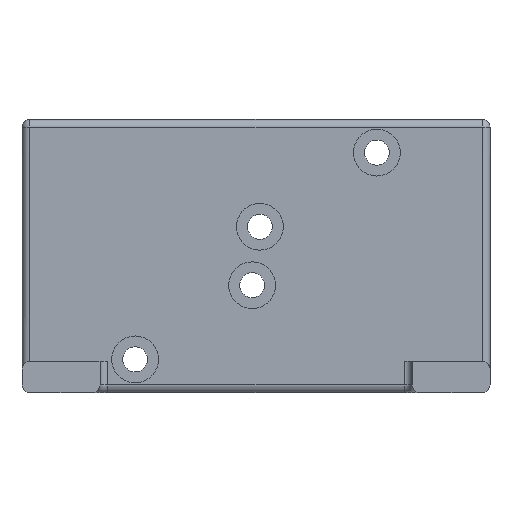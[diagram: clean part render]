
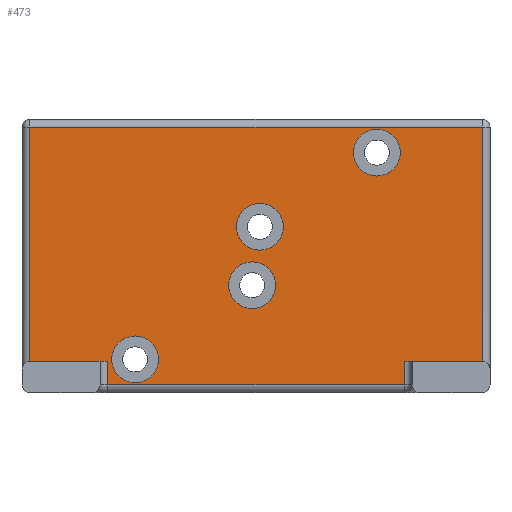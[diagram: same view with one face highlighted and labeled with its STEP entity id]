
A CAD part, front view. The second image highlights one B-rep face of the part: STEP entity #473.
In plain terms, the highlighted planar face has unit normal (0, -1, 0).
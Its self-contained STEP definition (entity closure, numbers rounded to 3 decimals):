
#22 = LINE ( 'NONE', #619, #1359 ) ;
#47 = CARTESIAN_POINT ( 'NONE',  ( -29., 10., 4. ) ) ;
#50 = EDGE_CURVE ( 'NONE', #1180, #1593, #90, .T. ) ;
#51 = CARTESIAN_POINT ( 'NONE',  ( -0.5, 10., 13.75 ) ) ;
#55 = EDGE_CURVE ( 'NONE', #276, #289, #920, .T. ) ;
#61 = FACE_BOUND ( 'NONE', #502, .T. ) ;
#76 = VERTEX_POINT ( 'NONE', #1538 ) ;
#90 = CIRCLE ( 'NONE', #303, 3. ) ;
#98 = CARTESIAN_POINT ( 'NONE',  ( 0.5, 10., 21.25 ) ) ;
#141 = VECTOR ( 'NONE', #219, 1000. ) ;
#144 = EDGE_CURVE ( 'NONE', #76, #1267, #1660, .T. ) ;
#158 = CARTESIAN_POINT ( 'NONE',  ( 0.5, 10., 21.25 ) ) ;
#167 = DIRECTION ( 'NONE',  ( -1., 0., 0. ) ) ;
#176 = VERTEX_POINT ( 'NONE', #1714 ) ;
#177 = ORIENTED_EDGE ( 'NONE', *, *, #1510, .F. ) ;
#180 = DIRECTION ( 'NONE',  ( 1., 0., 0. ) ) ;
#216 = ORIENTED_EDGE ( 'NONE', *, *, #566, .T. ) ;
#219 = DIRECTION ( 'NONE',  ( 0., 0., 1. ) ) ;
#231 = CARTESIAN_POINT ( 'NONE',  ( 20., 10., 4. ) ) ;
#232 = CARTESIAN_POINT ( 'NONE',  ( -30., 10., 4. ) ) ;
#233 = DIRECTION ( 'NONE',  ( 0., -1., 0. ) ) ;
#260 = CARTESIAN_POINT ( 'NONE',  ( 18.5, 10., 30.75 ) ) ;
#265 = VERTEX_POINT ( 'NONE', #1872 ) ;
#269 = AXIS2_PLACEMENT_3D ( 'NONE', #98, #233, #666 ) ;
#276 = VERTEX_POINT ( 'NONE', #1158 ) ;
#289 = VERTEX_POINT ( 'NONE', #1149 ) ;
#303 = AXIS2_PLACEMENT_3D ( 'NONE', #1614, #1367, #346 ) ;
#305 = AXIS2_PLACEMENT_3D ( 'NONE', #1072, #794, #500 ) ;
#309 = EDGE_LOOP ( 'NONE', ( #1627, #399 ) ) ;
#316 = VECTOR ( 'NONE', #1200, 1000. ) ;
#318 = CARTESIAN_POINT ( 'NONE',  ( -19., 10., 0. ) ) ;
#321 = DIRECTION ( 'NONE',  ( 1., 0., 0. ) ) ;
#324 = DIRECTION ( 'NONE',  ( 1., 0., 0. ) ) ;
#341 = CARTESIAN_POINT ( 'NONE',  ( -15.5, 10., 4.25 ) ) ;
#343 = LINE ( 'NONE', #936, #927 ) ;
#346 = DIRECTION ( 'NONE',  ( 1., 0., 0. ) ) ;
#358 = EDGE_CURVE ( 'NONE', #570, #652, #22, .T. ) ;
#376 = PLANE ( 'NONE',  #636 ) ;
#388 = DIRECTION ( 'NONE',  ( 1., 0., 0. ) ) ;
#399 = ORIENTED_EDGE ( 'NONE', *, *, #1819, .F. ) ;
#436 = ORIENTED_EDGE ( 'NONE', *, *, #1074, .T. ) ;
#449 = VERTEX_POINT ( 'NONE', #1641 ) ;
#473 = ADVANCED_FACE ( 'NONE', ( #492, #61, #767, #1498, #908 ), #376, .F. ) ;
#475 = ORIENTED_EDGE ( 'NONE', *, *, #1561, .T. ) ;
#478 = DIRECTION ( 'NONE',  ( 1., 0., 0. ) ) ;
#484 = CARTESIAN_POINT ( 'NONE',  ( 12.5, 10., 30.75 ) ) ;
#492 = FACE_OUTER_BOUND ( 'NONE', #785, .T. ) ;
#499 = EDGE_CURVE ( 'NONE', #1593, #1180, #1120, .T. ) ;
#500 = DIRECTION ( 'NONE',  ( 1., 0., 0. ) ) ;
#502 = EDGE_LOOP ( 'NONE', ( #177, #517 ) ) ;
#510 = DIRECTION ( 'NONE',  ( -1., 0., 0. ) ) ;
#517 = ORIENTED_EDGE ( 'NONE', *, *, #1848, .F. ) ;
#531 = AXIS2_PLACEMENT_3D ( 'NONE', #597, #892, #321 ) ;
#537 = CARTESIAN_POINT ( 'NONE',  ( 29., 10., 4. ) ) ;
#544 = EDGE_CURVE ( 'NONE', #652, #1710, #343, .T. ) ;
#566 = EDGE_CURVE ( 'NONE', #176, #570, #1356, .T. ) ;
#570 = VERTEX_POINT ( 'NONE', #1570 ) ;
#597 = CARTESIAN_POINT ( 'NONE',  ( -0.5, 10., 13.75 ) ) ;
#606 = CARTESIAN_POINT ( 'NONE',  ( -30., 10., 34. ) ) ;
#619 = CARTESIAN_POINT ( 'NONE',  ( -30., 10., 4. ) ) ;
#636 = AXIS2_PLACEMENT_3D ( 'NONE', #231, #1800, #510 ) ;
#645 = EDGE_LOOP ( 'NONE', ( #1204, #1531 ) ) ;
#646 = CARTESIAN_POINT ( 'NONE',  ( 19., 10., 4. ) ) ;
#652 = VERTEX_POINT ( 'NONE', #537 ) ;
#665 = DIRECTION ( 'NONE',  ( 0., -1., 0. ) ) ;
#666 = DIRECTION ( 'NONE',  ( 1., 0., 0. ) ) ;
#671 = ORIENTED_EDGE ( 'NONE', *, *, #987, .T. ) ;
#734 = CIRCLE ( 'NONE', #1829, 3. ) ;
#767 = FACE_BOUND ( 'NONE', #309, .T. ) ;
#778 = VECTOR ( 'NONE', #989, 1000. ) ;
#785 = EDGE_LOOP ( 'NONE', ( #475, #1163, #671, #216, #1674, #1572, #436, #1154 ) ) ;
#794 = DIRECTION ( 'NONE',  ( 0., -1., 0. ) ) ;
#849 = VERTEX_POINT ( 'NONE', #1502 ) ;
#852 = EDGE_LOOP ( 'NONE', ( #1357, #1576 ) ) ;
#877 = DIRECTION ( 'NONE',  ( 0., -1., 0. ) ) ;
#892 = DIRECTION ( 'NONE',  ( 0., -1., 0. ) ) ;
#902 = DIRECTION ( 'NONE',  ( 0., 0., -1. ) ) ;
#908 = FACE_BOUND ( 'NONE', #852, .T. ) ;
#920 = LINE ( 'NONE', #318, #1509 ) ;
#927 = VECTOR ( 'NONE', #1632, 1000. ) ;
#936 = CARTESIAN_POINT ( 'NONE',  ( 29., 10., 4. ) ) ;
#947 = VECTOR ( 'NONE', #388, 1000. ) ;
#987 = EDGE_CURVE ( 'NONE', #289, #176, #1275, .T. ) ;
#989 = DIRECTION ( 'NONE',  ( 1., 0., 0. ) ) ;
#1004 = DIRECTION ( 'NONE',  ( 1., 0., 0. ) ) ;
#1035 = CARTESIAN_POINT ( 'NONE',  ( -29., 10., 34. ) ) ;
#1072 = CARTESIAN_POINT ( 'NONE',  ( 15.5, 10., 30.75 ) ) ;
#1073 = CIRCLE ( 'NONE', #1585, 3. ) ;
#1074 = EDGE_CURVE ( 'NONE', #1710, #1123, #1179, .T. ) ;
#1105 = AXIS2_PLACEMENT_3D ( 'NONE', #341, #1478, #478 ) ;
#1108 = EDGE_CURVE ( 'NONE', #449, #1222, #1341, .T. ) ;
#1120 = CIRCLE ( 'NONE', #305, 3. ) ;
#1123 = VERTEX_POINT ( 'NONE', #1035 ) ;
#1149 = CARTESIAN_POINT ( 'NONE',  ( -19., 10., 1. ) ) ;
#1154 = ORIENTED_EDGE ( 'NONE', *, *, #1361, .T. ) ;
#1158 = CARTESIAN_POINT ( 'NONE',  ( -19., 10., 4. ) ) ;
#1163 = ORIENTED_EDGE ( 'NONE', *, *, #55, .T. ) ;
#1172 = VERTEX_POINT ( 'NONE', #47 ) ;
#1179 = LINE ( 'NONE', #606, #1854 ) ;
#1180 = VERTEX_POINT ( 'NONE', #484 ) ;
#1192 = CIRCLE ( 'NONE', #1647, 3. ) ;
#1200 = DIRECTION ( 'NONE',  ( 0., 0., -1. ) ) ;
#1204 = ORIENTED_EDGE ( 'NONE', *, *, #144, .F. ) ;
#1222 = VERTEX_POINT ( 'NONE', #1654 ) ;
#1259 = CIRCLE ( 'NONE', #1105, 3. ) ;
#1267 = VERTEX_POINT ( 'NONE', #1816 ) ;
#1275 = LINE ( 'NONE', #1691, #778 ) ;
#1341 = CIRCLE ( 'NONE', #531, 3. ) ;
#1352 = CARTESIAN_POINT ( 'NONE',  ( -29., 10., 4. ) ) ;
#1356 = LINE ( 'NONE', #646, #141 ) ;
#1357 = ORIENTED_EDGE ( 'NONE', *, *, #499, .F. ) ;
#1359 = VECTOR ( 'NONE', #1004, 1000. ) ;
#1361 = EDGE_CURVE ( 'NONE', #1123, #1172, #1503, .T. ) ;
#1367 = DIRECTION ( 'NONE',  ( 0., -1., 0. ) ) ;
#1478 = DIRECTION ( 'NONE',  ( 0., -1., 0. ) ) ;
#1498 = FACE_BOUND ( 'NONE', #645, .T. ) ;
#1502 = CARTESIAN_POINT ( 'NONE',  ( -12.5, 10., 4.25 ) ) ;
#1503 = LINE ( 'NONE', #1352, #316 ) ;
#1509 = VECTOR ( 'NONE', #902, 1000. ) ;
#1510 = EDGE_CURVE ( 'NONE', #849, #265, #734, .T. ) ;
#1517 = DIRECTION ( 'NONE',  ( 1., 0., 0. ) ) ;
#1528 = LINE ( 'NONE', #232, #947 ) ;
#1531 = ORIENTED_EDGE ( 'NONE', *, *, #1773, .F. ) ;
#1538 = CARTESIAN_POINT ( 'NONE',  ( 3.5, 10., 21.25 ) ) ;
#1560 = CARTESIAN_POINT ( 'NONE',  ( 29., 10., 34. ) ) ;
#1561 = EDGE_CURVE ( 'NONE', #1172, #276, #1528, .T. ) ;
#1570 = CARTESIAN_POINT ( 'NONE',  ( 19., 10., 4. ) ) ;
#1572 = ORIENTED_EDGE ( 'NONE', *, *, #544, .T. ) ;
#1576 = ORIENTED_EDGE ( 'NONE', *, *, #50, .F. ) ;
#1585 = AXIS2_PLACEMENT_3D ( 'NONE', #51, #1755, #180 ) ;
#1593 = VERTEX_POINT ( 'NONE', #260 ) ;
#1614 = CARTESIAN_POINT ( 'NONE',  ( 15.5, 10., 30.75 ) ) ;
#1627 = ORIENTED_EDGE ( 'NONE', *, *, #1108, .F. ) ;
#1632 = DIRECTION ( 'NONE',  ( 0., 0., 1. ) ) ;
#1641 = CARTESIAN_POINT ( 'NONE',  ( 2.5, 10., 13.75 ) ) ;
#1647 = AXIS2_PLACEMENT_3D ( 'NONE', #158, #877, #324 ) ;
#1654 = CARTESIAN_POINT ( 'NONE',  ( -3.5, 10., 13.75 ) ) ;
#1660 = CIRCLE ( 'NONE', #269, 3. ) ;
#1674 = ORIENTED_EDGE ( 'NONE', *, *, #358, .T. ) ;
#1679 = CARTESIAN_POINT ( 'NONE',  ( -15.5, 10., 4.25 ) ) ;
#1691 = CARTESIAN_POINT ( 'NONE',  ( 20., 10., 1. ) ) ;
#1710 = VERTEX_POINT ( 'NONE', #1560 ) ;
#1714 = CARTESIAN_POINT ( 'NONE',  ( 19., 10., 1. ) ) ;
#1755 = DIRECTION ( 'NONE',  ( 0., -1., 0. ) ) ;
#1773 = EDGE_CURVE ( 'NONE', #1267, #76, #1192, .T. ) ;
#1800 = DIRECTION ( 'NONE',  ( 0., 1., 0. ) ) ;
#1816 = CARTESIAN_POINT ( 'NONE',  ( -2.5, 10., 21.25 ) ) ;
#1819 = EDGE_CURVE ( 'NONE', #1222, #449, #1073, .T. ) ;
#1829 = AXIS2_PLACEMENT_3D ( 'NONE', #1679, #665, #1517 ) ;
#1848 = EDGE_CURVE ( 'NONE', #265, #849, #1259, .T. ) ;
#1854 = VECTOR ( 'NONE', #167, 1000. ) ;
#1872 = CARTESIAN_POINT ( 'NONE',  ( -18.5, 10., 4.25 ) ) ;
